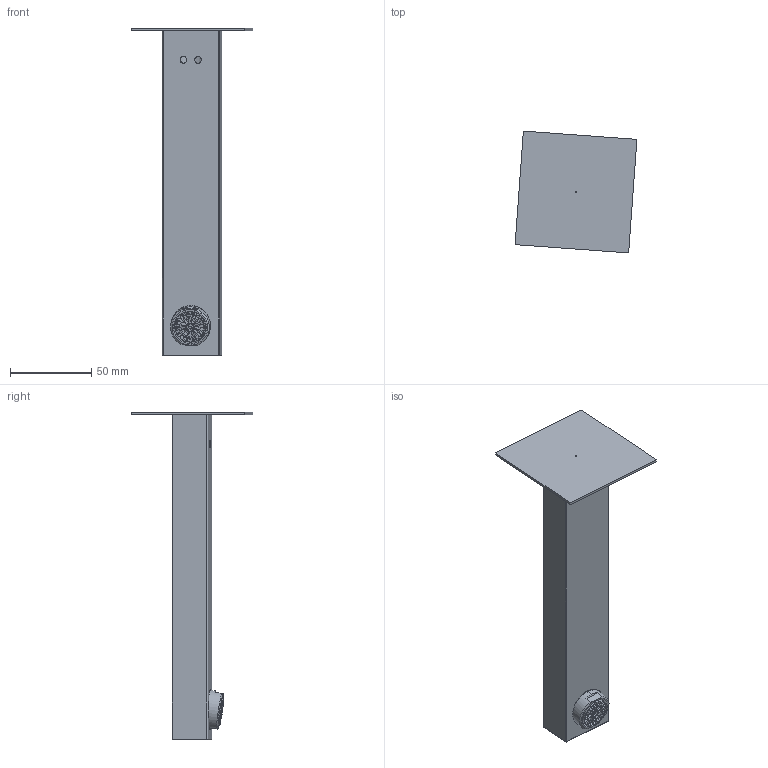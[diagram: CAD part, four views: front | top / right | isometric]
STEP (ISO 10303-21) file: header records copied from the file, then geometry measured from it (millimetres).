
FILE_DESCRIPTION((''),'2;1');
FILE_NAME('BOQ0058','2021-05-24T10:18:29',('Michela Ferrini'),(''),'CREO PARAMETRIC BY PTC INC, 2020281','CREO PARAMETRIC BY PTC INC, 2020281','');
FILE_SCHEMA(('CONFIG_CONTROL_DESIGN'));
Length unit declared in the file: millimetre
Products named in the file (8): BOCCA_QUADRA_X_INCASSI; PIASTRA_70X70; BOCCA_QUADRA_CON_PIASTRA_QUADRA; SARMAC0014; SARMAC0002; SARMAC0015; SARMAA0004; BOQ0058
Assembly tree (7 placements, depth 3):
  BOQ0058
    BOCCA_QUADRA_CON_PIASTRA_QUADRA
      BOCCA_QUADRA_X_INCASSI
      PIASTRA_70X70
    SARMAA0004
      SARMAC0014
      SARMAC0002
      SARMAC0015
Bounding box: 74.9 x 74.9 x 201.5 mm (x, y, z)
Volume: 117600.4 mm3; surface area: 52078.1 mm2
Topology: 5 solids, 5 shells, 401 faces, 1152 edges, 761 vertices
Faces by surface type: plane 286, cylinder 78, cone 30, sphere 4, bspline 3
Entity records: 15089 total; most frequent: CARTESIAN_POINT 3981, DIRECTION 2299, ORIENTED_EDGE 2288, EDGE_CURVE 1144, AXIS2_PLACEMENT_3D 824, VERTEX_POINT 749, VECTOR 651, LINE 651
